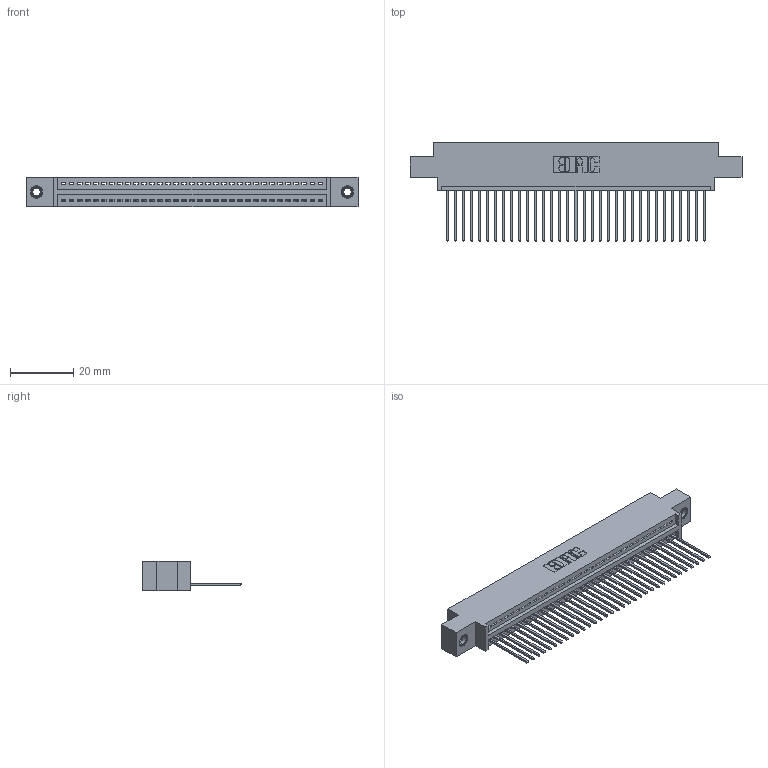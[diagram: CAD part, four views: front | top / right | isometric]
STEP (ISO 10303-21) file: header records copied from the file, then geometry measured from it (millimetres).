
FILE_DESCRIPTION (( 'STEP AP203' ), '1' );
FILE_NAME ('345-033-542-607.STEP', '2018-08-24T11:54:19', ( '' ), ( '' ), 'SwSTEP 2.0', 'SolidWorks 2016', '' );
FILE_SCHEMA (( 'CONFIG_CONTROL_DESIGN' ));
Length unit declared in the file: inch
Products named in the file (4): 345-250-001_345-250-005-103; 345-033-542-607; 345 Part_0.170 Offset - 0.156 Dia-TI; 345-292-001_345-293-142
Assembly tree (36 placements, depth 2):
  345-033-542-607
    345 Part_0.170 Offset - 0.156 Dia-TI
    345-292-001_345-293-142  x33
    345-250-001_345-250-005-103  x2
Bounding box: 105.03 x 31.29 x 9.4 mm (x, y, z)
Volume: 9848.6 mm3; surface area: 13589 mm2
Topology: 36 solids, 36 shells, 2104 faces, 6297 edges, 4146 vertices
Faces by surface type: plane 1436, cylinder 652, cone 12, torus 4
Entity records: 27384 total; most frequent: CARTESIAN_POINT 4726, ORIENTED_EDGE 4686, DIRECTION 4167, EDGE_CURVE 2343, LINE 2059, VECTOR 2059, VERTEX_POINT 1556, AXIS2_PLACEMENT_3D 1054
